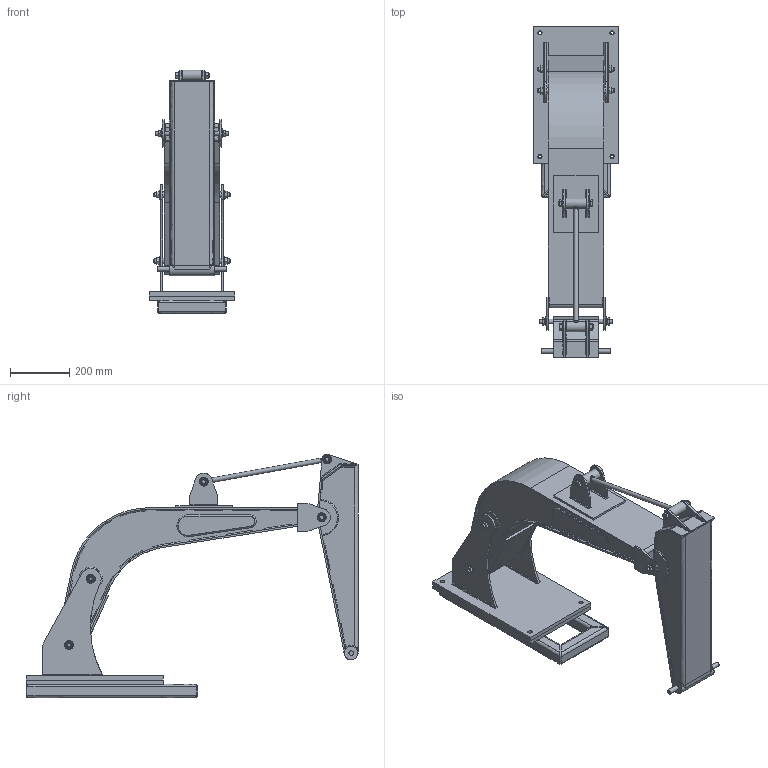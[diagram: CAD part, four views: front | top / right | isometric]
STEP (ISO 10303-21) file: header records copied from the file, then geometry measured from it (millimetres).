
FILE_DESCRIPTION(('FreeCAD Model'),'2;1');
FILE_NAME('Open CASCADE Shape Model','2025-05-09T14:56:18',('FreeCAD'),( 'FreeCAD'),'Open CASCADE STEP processor 7.6','FreeCAD','Unknown');
FILE_SCHEMA(('AUTOMOTIVE_DESIGN { 1 0 10303 214 1 1 1 1 }'));
Length unit declared in the file: millimetre
Products named in the file (1): Open CASCADE STEP translator 7.6 1
Bounding box: 289.99 x 1122.03 x 823.64 mm (x, y, z)
Volume: 12590224.2 mm3; surface area: 3880452.7 mm2
Topology: 137 solids, 137 shells, 1195 faces, 2674 edges, 1769 vertices
Faces by surface type: bspline 1195
Entity records: 33733 total; most frequent: CARTESIAN_POINT 17324, ORIENTED_EDGE 5308, EDGE_CURVE 2654, B_SPLINE_CURVE_WITH_KNOTS 1734, VERTEX_POINT 1733, FACE_BOUND 1331, EDGE_LOOP 1331, ADVANCED_FACE 1195
